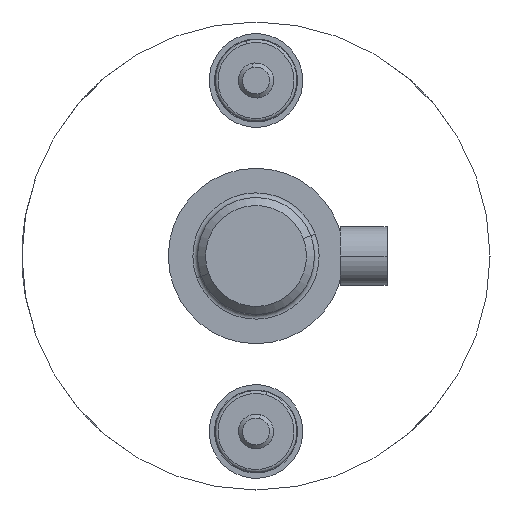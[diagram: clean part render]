
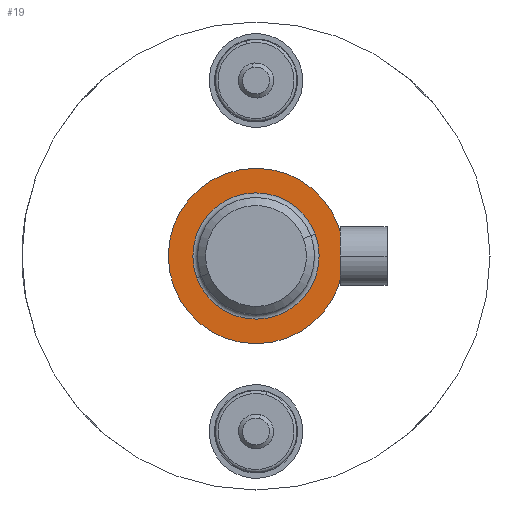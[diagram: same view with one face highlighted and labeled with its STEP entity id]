
A CAD part, left-side view. The second image highlights one B-rep face of the part: STEP entity #19.
In plain terms, the highlighted face is planar.
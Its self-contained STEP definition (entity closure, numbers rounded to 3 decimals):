
#19 = ADVANCED_FACE ( 'NONE', ( #1780, #2146 ), #1560, .T. ) ;
#135 = CARTESIAN_POINT ( 'NONE',  ( 20., 0., -10.8 ) ) ;
#460 = VERTEX_POINT ( 'NONE', #2797 ) ;
#576 = DIRECTION ( 'NONE',  ( -1., 0., 0. ) ) ;
#586 = CARTESIAN_POINT ( 'NONE',  ( 20., 0., 0. ) ) ;
#651 = DIRECTION ( 'NONE',  ( 0., 0., -1. ) ) ;
#696 = ORIENTED_EDGE ( 'NONE', *, *, #996, .F. ) ;
#716 = CIRCLE ( 'NONE', #1318, 10.8 ) ;
#794 = CARTESIAN_POINT ( 'NONE',  ( 20., 0., 0. ) ) ;
#872 = AXIS2_PLACEMENT_3D ( 'NONE', #1100, #1310, #899 ) ;
#899 = DIRECTION ( 'NONE',  ( 0., 0., -1. ) ) ;
#941 = EDGE_LOOP ( 'NONE', ( #2228, #1442 ) ) ;
#996 = EDGE_CURVE ( 'NONE', #1035, #460, #2486, .T. ) ;
#999 = AXIS2_PLACEMENT_3D ( 'NONE', #2436, #2647, #1330 ) ;
#1035 = VERTEX_POINT ( 'NONE', #2359 ) ;
#1079 = CARTESIAN_POINT ( 'NONE',  ( 20., 0., 0. ) ) ;
#1100 = CARTESIAN_POINT ( 'NONE',  ( 20., 15., 0. ) ) ;
#1282 = DIRECTION ( 'NONE',  ( 0., 0., -1. ) ) ;
#1310 = DIRECTION ( 'NONE',  ( 1., 0., 0. ) ) ;
#1318 = AXIS2_PLACEMENT_3D ( 'NONE', #1079, #1333, #651 ) ;
#1330 = DIRECTION ( 'NONE',  ( 0., 0., 1. ) ) ;
#1333 = DIRECTION ( 'NONE',  ( -1., 0., 0. ) ) ;
#1442 = ORIENTED_EDGE ( 'NONE', *, *, #1750, .T. ) ;
#1559 = EDGE_CURVE ( 'NONE', #460, #1035, #2726, .T. ) ;
#1560 = PLANE ( 'NONE',  #872 ) ;
#1606 = ORIENTED_EDGE ( 'NONE', *, *, #1559, .F. ) ;
#1690 = DIRECTION ( 'NONE',  ( 0., 0., 1. ) ) ;
#1750 = EDGE_CURVE ( 'NONE', #2257, #2185, #2419, .T. ) ;
#1780 = FACE_BOUND ( 'NONE', #941, .T. ) ;
#1819 = EDGE_LOOP ( 'NONE', ( #1606, #696 ) ) ;
#2146 = FACE_OUTER_BOUND ( 'NONE', #1819, .T. ) ;
#2185 = VERTEX_POINT ( 'NONE', #135 ) ;
#2228 = ORIENTED_EDGE ( 'NONE', *, *, #2447, .T. ) ;
#2247 = AXIS2_PLACEMENT_3D ( 'NONE', #794, #2323, #1690 ) ;
#2257 = VERTEX_POINT ( 'NONE', #2815 ) ;
#2323 = DIRECTION ( 'NONE',  ( -1., 0., 0. ) ) ;
#2359 = CARTESIAN_POINT ( 'NONE',  ( 20., 0., -15. ) ) ;
#2419 = CIRCLE ( 'NONE', #2725, 10.8 ) ;
#2436 = CARTESIAN_POINT ( 'NONE',  ( 20., 0., 0. ) ) ;
#2447 = EDGE_CURVE ( 'NONE', #2185, #2257, #716, .T. ) ;
#2486 = CIRCLE ( 'NONE', #2247, 15. ) ;
#2647 = DIRECTION ( 'NONE',  ( -1., 0., 0. ) ) ;
#2725 = AXIS2_PLACEMENT_3D ( 'NONE', #586, #576, #1282 ) ;
#2726 = CIRCLE ( 'NONE', #999, 15. ) ;
#2797 = CARTESIAN_POINT ( 'NONE',  ( 20., 0., 15. ) ) ;
#2815 = CARTESIAN_POINT ( 'NONE',  ( 20., 0., 10.8 ) ) ;
